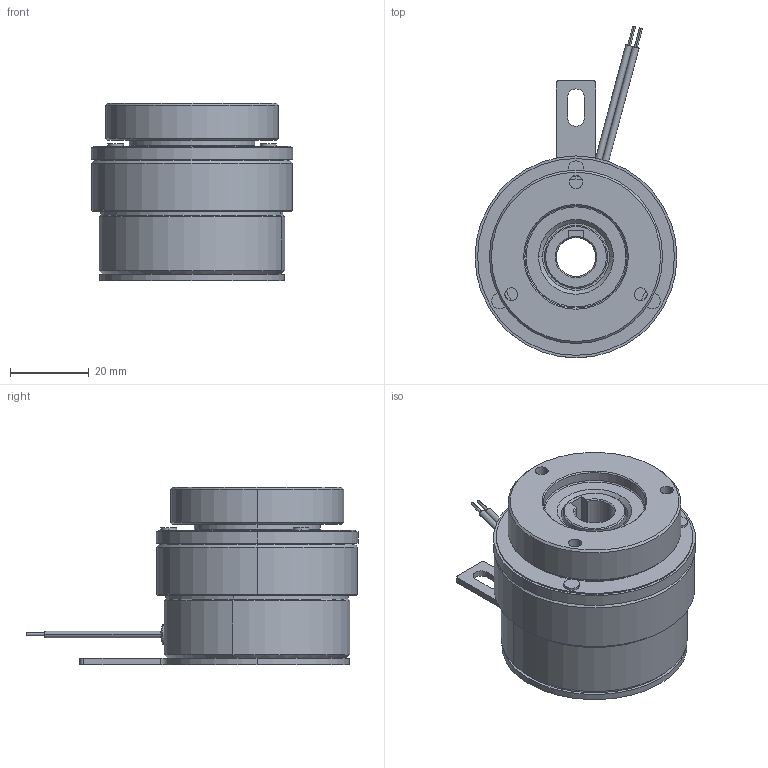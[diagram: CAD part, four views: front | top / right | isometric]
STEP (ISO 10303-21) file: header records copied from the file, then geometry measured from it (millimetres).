
FILE_DESCRIPTION (( 'STEP AP203' ), '1' );
FILE_NAME ('AMC20E.STEP', '2019-09-05T02:14:00', ( '' ), ( '' ), 'SwSTEP 2.0', 'SolidWorks 2018', '' );
FILE_SCHEMA (( 'CONFIG_CONTROL_DESIGN' ));
Length unit declared in the file: millimetre
Products named in the file (1): AMC20E
Bounding box: 51.3 x 84.34 x 45.1 mm (x, y, z)
Volume: 74301.5 mm3; surface area: 16196 mm2
Topology: 1 solids, 2 shells, 175 faces, 404 edges, 252 vertices
Faces by surface type: cylinder 90, plane 47, cone 28, torus 10
Entity records: 5190 total; most frequent: DIRECTION 965, CARTESIAN_POINT 950, ORIENTED_EDGE 808, EDGE_CURVE 404, AXIS2_PLACEMENT_3D 399, VERTEX_POINT 252, CIRCLE 223, EDGE_LOOP 204
